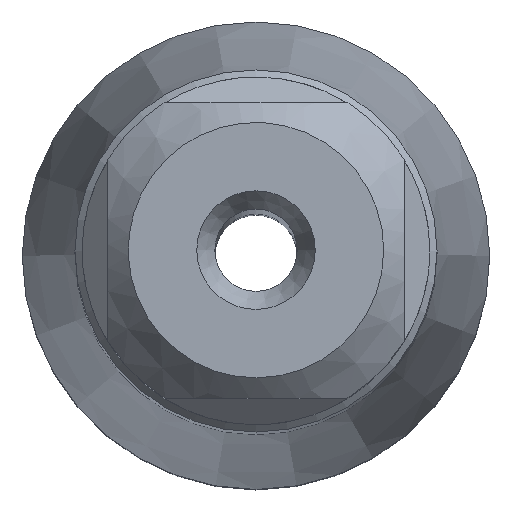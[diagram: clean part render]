
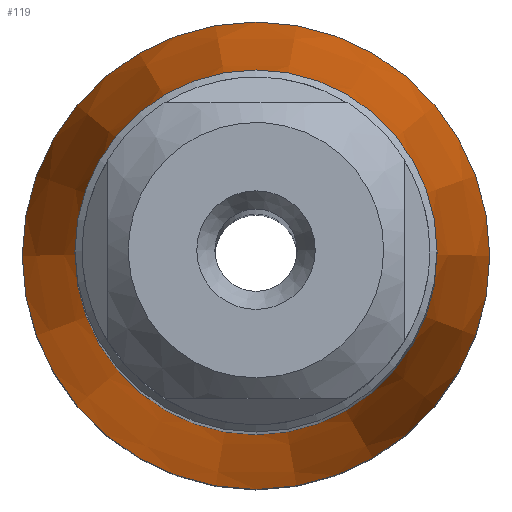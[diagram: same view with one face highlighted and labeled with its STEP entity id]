
A CAD part, top view. The second image highlights one B-rep face of the part: STEP entity #119.
In plain terms, the highlighted conical face has half-angle 8 degrees and reference radius 5.419 mm.
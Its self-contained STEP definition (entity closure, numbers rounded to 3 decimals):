
#96=CONICAL_SURFACE('',#480,5.419,8.);
#119=ADVANCED_FACE('',(#156,#157),#96,.T.);
#156=FACE_BOUND('',#200,.T.);
#157=FACE_BOUND('',#201,.T.);
#200=EDGE_LOOP('',(#282));
#201=EDGE_LOOP('',(#283));
#282=ORIENTED_EDGE('',*,*,#363,.F.);
#283=ORIENTED_EDGE('',*,*,#364,.T.);
#322=VERTEX_POINT('',#747);
#323=VERTEX_POINT('',#749);
#363=EDGE_CURVE('',#322,#322,#384,.T.);
#364=EDGE_CURVE('',#323,#323,#385,.T.);
#384=CIRCLE('',#478,5.419);
#385=CIRCLE('',#479,7.1);
#478=AXIS2_PLACEMENT_3D('',#746,#592,#593);
#479=AXIS2_PLACEMENT_3D('',#748,#594,#595);
#480=AXIS2_PLACEMENT_3D('',#750,#596,#597);
#592=DIRECTION('',(0.,0.,1.));
#593=DIRECTION('',(1.,0.,0.));
#594=DIRECTION('',(0.,0.,1.));
#595=DIRECTION('',(-1.,0.,0.));
#596=DIRECTION('',(0.,0.,-1.));
#597=DIRECTION('',(-1.,0.,0.));
#746=CARTESIAN_POINT('',(0.,0.,-85.));
#747=CARTESIAN_POINT('',(5.419,0.,-85.));
#748=CARTESIAN_POINT('',(0.,0.,-96.966));
#749=CARTESIAN_POINT('',(-7.1,0.,-96.966));
#750=CARTESIAN_POINT('',(0.,0.,-85.));
